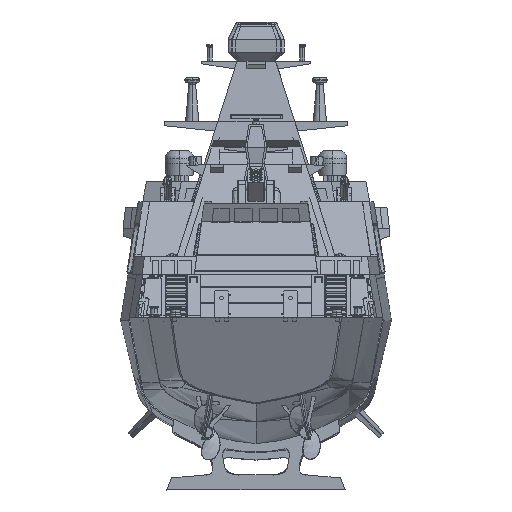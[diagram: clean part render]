
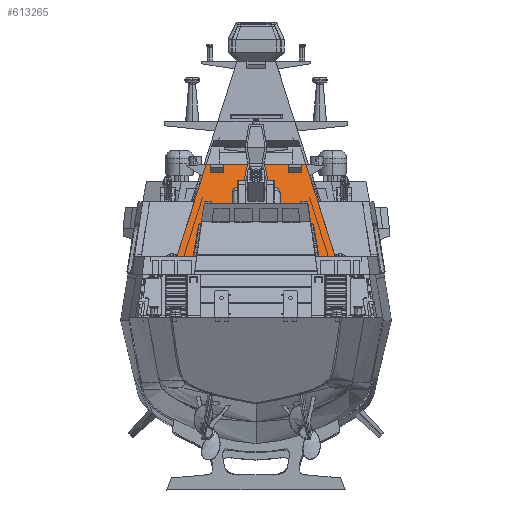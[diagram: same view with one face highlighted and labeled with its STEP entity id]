
A CAD part, left-side view. The second image highlights one B-rep face of the part: STEP entity #613265.
In plain terms, the highlighted free-form (B-spline) face has degree [1, 1] with [2, 2] control points.
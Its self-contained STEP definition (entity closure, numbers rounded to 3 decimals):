
#611368 = VERTEX_POINT('',#611369);
#611369 = CARTESIAN_POINT('',(-48618.385,-1758.976,
    26386.002));
#611374 = EDGE_CURVE('',#611375,#611368,#611377,.T.);
#611375 = VERTEX_POINT('',#611376);
#611376 = CARTESIAN_POINT('',(-50881.751,-3484.595,
    20937.976));
#611377 = B_SPLINE_CURVE_WITH_KNOTS('',1,(#611378,#611379),
  .UNSPECIFIED.,.F.,.F.,(2,2),(0.,6996.328),
  .PIECEWISE_BEZIER_KNOTS.);
#611378 = CARTESIAN_POINT('',(-50881.751,-3484.595,
    20937.976));
#611379 = CARTESIAN_POINT('',(-48618.385,-1758.976,
    26386.002));
#612984 = EDGE_CURVE('',#611375,#612985,#612987,.T.);
#612985 = VERTEX_POINT('',#612986);
#612986 = CARTESIAN_POINT('',(-50881.751,5013.973,
    20937.976));
#612987 = B_SPLINE_CURVE_WITH_KNOTS('',1,(#612988,#612989),
  .UNSPECIFIED.,.F.,.F.,(2,2),(0.,9673.328),
  .PIECEWISE_BEZIER_KNOTS.);
#612988 = CARTESIAN_POINT('',(-50881.751,-3484.595,
    20937.976));
#612989 = CARTESIAN_POINT('',(-50881.751,5013.973,
    20937.976));
#613109 = VERTEX_POINT('',#613110);
#613110 = CARTESIAN_POINT('',(-48618.385,3288.355,
    26386.002));
#613115 = EDGE_CURVE('',#613109,#613116,#613118,.T.);
#613116 = VERTEX_POINT('',#613117);
#613117 = CARTESIAN_POINT('',(-48618.385,3086.312,
    26386.002));
#613118 = B_SPLINE_CURVE_WITH_KNOTS('',1,(#613119,#613120),
  .UNSPECIFIED.,.F.,.F.,(2,2),(-2872.513,-2642.541),
  .PIECEWISE_BEZIER_KNOTS.);
#613119 = CARTESIAN_POINT('',(-48618.385,3288.355,
    26386.002));
#613120 = CARTESIAN_POINT('',(-48618.385,3086.312,
    26386.002));
#613137 = VERTEX_POINT('',#613138);
#613138 = CARTESIAN_POINT('',(-48618.385,2410.967,
    26386.002));
#613143 = EDGE_CURVE('',#613144,#613137,#613146,.T.);
#613144 = VERTEX_POINT('',#613145);
#613145 = CARTESIAN_POINT('',(-48618.385,-881.589,
    26386.002));
#613146 = B_SPLINE_CURVE_WITH_KNOTS('',1,(#613147,#613148),
  .UNSPECIFIED.,.F.,.F.,(2,2),(-1873.843,1873.843),
  .PIECEWISE_BEZIER_KNOTS.);
#613147 = CARTESIAN_POINT('',(-48618.385,-881.589,
    26386.002));
#613148 = CARTESIAN_POINT('',(-48618.385,2410.967,
    26386.002));
#613165 = VERTEX_POINT('',#613166);
#613166 = CARTESIAN_POINT('',(-48618.385,-1556.934,
    26386.002));
#613171 = EDGE_CURVE('',#611368,#613165,#613172,.T.);
#613172 = B_SPLINE_CURVE_WITH_KNOTS('',1,(#613173,#613174),
  .UNSPECIFIED.,.F.,.F.,(2,2),(-2872.513,-2642.541),
  .PIECEWISE_BEZIER_KNOTS.);
#613173 = CARTESIAN_POINT('',(-48618.385,-1758.976,
    26386.002));
#613174 = CARTESIAN_POINT('',(-48618.385,-1556.934,
    26386.002));
#613265 = ADVANCED_FACE('',(#613266),#613316,.T.);
#613266 = FACE_BOUND('',#613267,.T.);
#613267 = EDGE_LOOP('',(#613268,#613277,#613282,#613283,#613290,#613297,
    #613302,#613303,#613308,#613309,#613310,#613311));
#613268 = ORIENTED_EDGE('',*,*,#613269,.F.);
#613269 = EDGE_CURVE('',#613270,#613272,#613274,.T.);
#613270 = VERTEX_POINT('',#613271);
#613271 = CARTESIAN_POINT('',(-48797.234,-881.589,
    25955.503));
#613272 = VERTEX_POINT('',#613273);
#613273 = CARTESIAN_POINT('',(-48797.234,-1556.934,
    25955.503));
#613274 = B_SPLINE_CURVE_WITH_KNOTS('',1,(#613275,#613276),
  .UNSPECIFIED.,.F.,.F.,(2,2),(679.302,1448.),
  .PIECEWISE_BEZIER_KNOTS.);
#613275 = CARTESIAN_POINT('',(-48797.234,-881.589,
    25955.503));
#613276 = CARTESIAN_POINT('',(-48797.234,-1556.934,
    25955.503));
#613277 = ORIENTED_EDGE('',*,*,#613278,.T.);
#613278 = EDGE_CURVE('',#613270,#613144,#613279,.T.);
#613279 = B_SPLINE_CURVE_WITH_KNOTS('',1,(#613280,#613281),
  .UNSPECIFIED.,.F.,.F.,(2,2),(2446.147,2976.758),
  .PIECEWISE_BEZIER_KNOTS.);
#613280 = CARTESIAN_POINT('',(-48797.234,-881.589,
    25955.503));
#613281 = CARTESIAN_POINT('',(-48618.385,-881.589,
    26386.002));
#613282 = ORIENTED_EDGE('',*,*,#613143,.T.);
#613283 = ORIENTED_EDGE('',*,*,#613284,.F.);
#613284 = EDGE_CURVE('',#613285,#613137,#613287,.T.);
#613285 = VERTEX_POINT('',#613286);
#613286 = CARTESIAN_POINT('',(-48797.234,2410.967,
    25955.503));
#613287 = B_SPLINE_CURVE_WITH_KNOTS('',1,(#613288,#613289),
  .UNSPECIFIED.,.F.,.F.,(2,2),(2446.147,2976.758),
  .PIECEWISE_BEZIER_KNOTS.);
#613288 = CARTESIAN_POINT('',(-48797.234,2410.967,
    25955.503));
#613289 = CARTESIAN_POINT('',(-48618.385,2410.967,
    26386.002));
#613290 = ORIENTED_EDGE('',*,*,#613291,.T.);
#613291 = EDGE_CURVE('',#613285,#613292,#613294,.T.);
#613292 = VERTEX_POINT('',#613293);
#613293 = CARTESIAN_POINT('',(-48797.234,3086.312,
    25955.503));
#613294 = B_SPLINE_CURVE_WITH_KNOTS('',1,(#613295,#613296),
  .UNSPECIFIED.,.F.,.F.,(2,2),(679.302,1448.),
  .PIECEWISE_BEZIER_KNOTS.);
#613295 = CARTESIAN_POINT('',(-48797.234,2410.967,
    25955.503));
#613296 = CARTESIAN_POINT('',(-48797.234,3086.312,
    25955.503));
#613297 = ORIENTED_EDGE('',*,*,#613298,.F.);
#613298 = EDGE_CURVE('',#613116,#613292,#613299,.T.);
#613299 = B_SPLINE_CURVE_WITH_KNOTS('',1,(#613300,#613301),
  .UNSPECIFIED.,.F.,.F.,(2,2),(-2679.379,-2148.767),
  .PIECEWISE_BEZIER_KNOTS.);
#613300 = CARTESIAN_POINT('',(-48618.385,3086.312,
    26386.002));
#613301 = CARTESIAN_POINT('',(-48797.234,3086.312,
    25955.503));
#613302 = ORIENTED_EDGE('',*,*,#613115,.F.);
#613303 = ORIENTED_EDGE('',*,*,#613304,.F.);
#613304 = EDGE_CURVE('',#612985,#613109,#613305,.T.);
#613305 = B_SPLINE_CURVE_WITH_KNOTS('',1,(#613306,#613307),
  .UNSPECIFIED.,.F.,.F.,(2,2),(0.,6996.328),
  .PIECEWISE_BEZIER_KNOTS.);
#613306 = CARTESIAN_POINT('',(-50881.751,5013.973,
    20937.976));
#613307 = CARTESIAN_POINT('',(-48618.385,3288.355,
    26386.002));
#613308 = ORIENTED_EDGE('',*,*,#612984,.F.);
#613309 = ORIENTED_EDGE('',*,*,#611374,.T.);
#613310 = ORIENTED_EDGE('',*,*,#613171,.T.);
#613311 = ORIENTED_EDGE('',*,*,#613312,.T.);
#613312 = EDGE_CURVE('',#613165,#613272,#613313,.T.);
#613313 = B_SPLINE_CURVE_WITH_KNOTS('',1,(#613314,#613315),
  .UNSPECIFIED.,.F.,.F.,(2,2),(-2679.379,-2148.767),
  .PIECEWISE_BEZIER_KNOTS.);
#613314 = CARTESIAN_POINT('',(-48618.385,-1556.934,
    26386.002));
#613315 = CARTESIAN_POINT('',(-48797.234,-1556.934,
    25955.503));
#613316 = B_SPLINE_SURFACE_WITH_KNOTS('',1,1,(
    (#613317,#613318)
    ,(#613319,#613320
    )),.UNSPECIFIED.,.F.,.F.,.F.,(2,2),(2,2),(-4836.664,
    4836.664),(-2816.049,3898.914),
  .PIECEWISE_BEZIER_KNOTS.);
#613317 = CARTESIAN_POINT('',(-48618.385,-3484.595,
    26386.002));
#613318 = CARTESIAN_POINT('',(-50881.751,-3484.595,
    20937.976));
#613319 = CARTESIAN_POINT('',(-48618.385,5013.973,
    26386.002));
#613320 = CARTESIAN_POINT('',(-50881.751,5013.973,
    20937.976));
